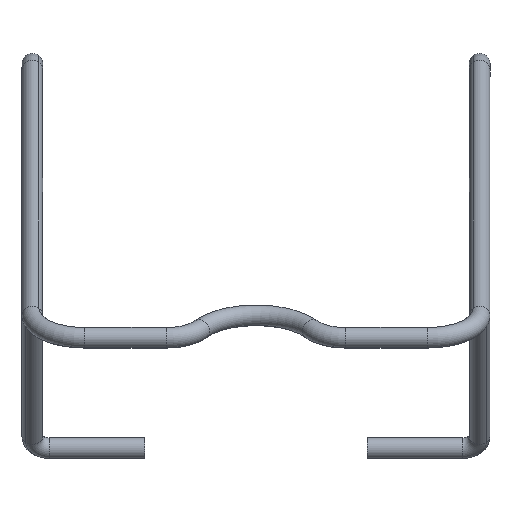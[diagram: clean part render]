
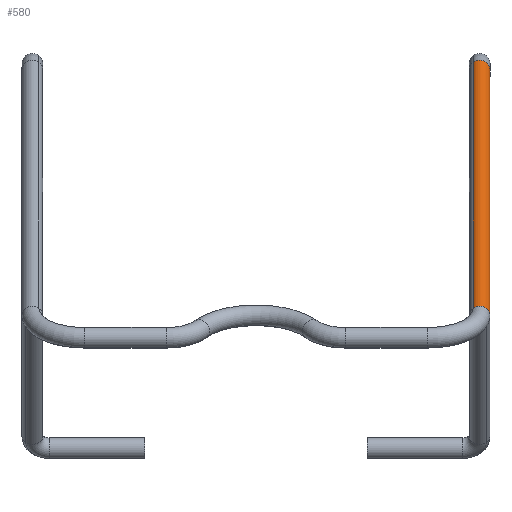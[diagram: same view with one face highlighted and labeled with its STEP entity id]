
A CAD part, top view. The second image highlights one B-rep face of the part: STEP entity #580.
In plain terms, the highlighted cylindrical face has radius 0.325 mm (diameter 0.65 mm), a partial arc.
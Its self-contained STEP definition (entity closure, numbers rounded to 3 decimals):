
#196=AXIS2_PLACEMENT_3D('Cylinder Axis2P3D',#193,#194,#195) ;
#558=AXIS2_PLACEMENT_3D('Circle Axis2P3D',#556,#557,$) ;
#571=AXIS2_PLACEMENT_3D('Circle Axis2P3D',#569,#570,$) ;
#170=CARTESIAN_POINT('Vertex',(14.634,12.005,15.464)) ;
#177=CARTESIAN_POINT('Vertex',(14.216,12.455,15.677)) ;
#193=CARTESIAN_POINT('Axis2P3D Location',(14.425,8.344,23.754)) ;
#202=CARTESIAN_POINT('Vertex',(14.634,4.233,31.83)) ;
#204=CARTESIAN_POINT('Vertex',(14.216,4.683,32.044)) ;
#207=CARTESIAN_POINT('Line Origine',(14.216,8.569,23.861)) ;
#212=CARTESIAN_POINT('Line Origine',(14.634,8.119,23.647)) ;
#556=CARTESIAN_POINT('Axis2P3D Location',(14.425,12.23,15.571)) ;
#569=CARTESIAN_POINT('Axis2P3D Location',(14.425,4.458,31.937)) ;
#194=DIRECTION('Axis2P3D Direction',(0.,0.429,-0.903)) ;
#195=DIRECTION('Axis2P3D XDirection',(0.643,-0.692,-0.329)) ;
#208=DIRECTION('Vector Direction',(0.,0.429,-0.903)) ;
#213=DIRECTION('Vector Direction',(0.,0.429,-0.903)) ;
#557=DIRECTION('Axis2P3D Direction',(0.,-0.429,0.903)) ;
#570=DIRECTION('Axis2P3D Direction',(0.,0.429,-0.903)) ;
#209=VECTOR('Line Direction',#208,1.) ;
#214=VECTOR('Line Direction',#213,1.) ;
#575=ORIENTED_EDGE('',*,*,#573,.T.) ;
#576=ORIENTED_EDGE('',*,*,#216,.F.) ;
#577=ORIENTED_EDGE('',*,*,#560,.F.) ;
#578=ORIENTED_EDGE('',*,*,#211,.T.) ;
#580=ADVANCED_FACE('Koerper.2',(#579),#197,.T.) ;
#559=CIRCLE('generated circle',#558,0.325) ;
#572=CIRCLE('generated circle',#571,0.325) ;
#197=CYLINDRICAL_SURFACE('generated cylinder',#196,0.325) ;
#211=EDGE_CURVE('',#178,#205,#210,.F.) ;
#216=EDGE_CURVE('',#171,#203,#215,.F.) ;
#560=EDGE_CURVE('',#178,#171,#559,.F.) ;
#573=EDGE_CURVE('',#205,#203,#572,.T.) ;
#574=EDGE_LOOP('',(#575,#576,#577,#578)) ;
#579=FACE_OUTER_BOUND('',#574,.T.) ;
#210=LINE('Line',#207,#209) ;
#215=LINE('Line',#212,#214) ;
#171=VERTEX_POINT('',#170) ;
#178=VERTEX_POINT('',#177) ;
#203=VERTEX_POINT('',#202) ;
#205=VERTEX_POINT('',#204) ;
